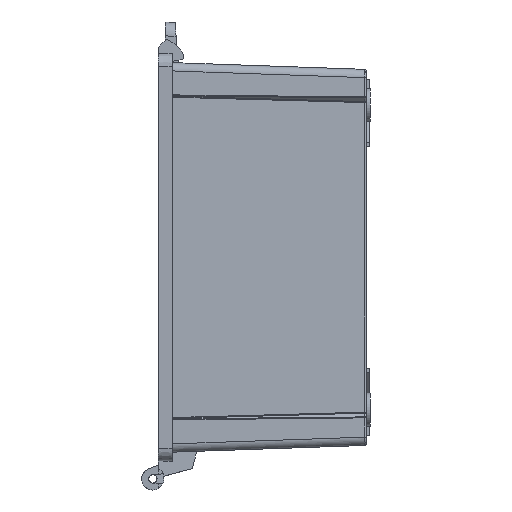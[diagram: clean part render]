
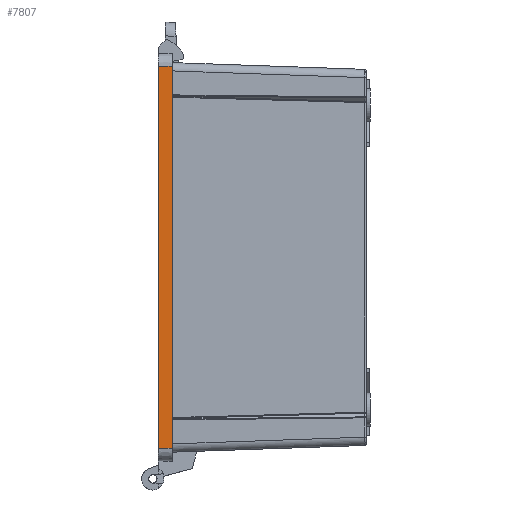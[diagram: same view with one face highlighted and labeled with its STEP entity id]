
A CAD part, left-side view. The second image highlights one B-rep face of the part: STEP entity #7807.
In plain terms, the highlighted planar face has unit normal (-1, 0.018, 0).
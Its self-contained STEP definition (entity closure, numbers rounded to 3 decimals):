
#1985 = VERTEX_POINT ( 'NONE', #19057 ) ;
#1987 = VERTEX_POINT ( 'NONE', #19058 ) ;
#2149 = VERTEX_POINT ( 'NONE', #19148 ) ;
#2151 = VERTEX_POINT ( 'NONE', #19149 ) ;
#5778 = EDGE_CURVE ( 'NONE', #1987, #1985, #23328, .T. ) ;
#6770 = ORIENTED_EDGE ( 'NONE', *, *, #7927, .F. ) ;
#6771 = ORIENTED_EDGE ( 'NONE', *, *, #5778, .T. ) ;
#6772 = ORIENTED_EDGE ( 'NONE', *, *, #7942, .T. ) ;
#6773 = ORIENTED_EDGE ( 'NONE', *, *, #7175, .F. ) ;
#7175 = EDGE_CURVE ( 'NONE', #2149, #2151, #33252, .T. ) ;
#7807 = ADVANCED_FACE ( 'NONE', ( #33593 ), #37090, .F. ) ;
#7927 = EDGE_CURVE ( 'NONE', #1987, #2149, #33638, .T. ) ;
#7942 = EDGE_CURVE ( 'NONE', #1985, #2151, #33645, .T. ) ;
#19057 = CARTESIAN_POINT ( 'NONE',  ( -123.587, -5., 69. ) ) ;
#19058 = CARTESIAN_POINT ( 'NONE',  ( -123.587, -5., -69. ) ) ;
#19148 = CARTESIAN_POINT ( 'NONE',  ( -123.5, 0., -69. ) ) ;
#19149 = CARTESIAN_POINT ( 'NONE',  ( -123.5, 0., 69. ) ) ;
#23328 = LINE ( 'NONE', #32282, #31892 ) ;
#31892 = VECTOR ( 'NONE', #32283, 1000. ) ;
#32137 = VECTOR ( 'NONE', #32899, 1000. ) ;
#32282 = CARTESIAN_POINT ( 'NONE',  ( -123.587, -5., -69. ) ) ;
#32283 = DIRECTION ( 'NONE',  ( 0., 0., 1. ) ) ;
#32898 = CARTESIAN_POINT ( 'NONE',  ( -123.5, 0., -69. ) ) ;
#32899 = DIRECTION ( 'NONE',  ( 0., 0., 1. ) ) ;
#33252 = LINE ( 'NONE', #32898, #32137 ) ;
#33593 = FACE_OUTER_BOUND ( 'NONE', #47054, .T. ) ;
#33638 = LINE ( 'NONE', #37253, #36138 ) ;
#33645 = LINE ( 'NONE', #37267, #36145 ) ;
#36081 = AXIS2_PLACEMENT_3D ( 'NONE', #37091, #37092, #37093 ) ;
#36138 = VECTOR ( 'NONE', #37254, 1000. ) ;
#36145 = VECTOR ( 'NONE', #37268, 1000. ) ;
#37090 = PLANE ( 'NONE',  #36081 ) ;
#37091 = CARTESIAN_POINT ( 'NONE',  ( -123.5, 0., -69. ) ) ;
#37092 = DIRECTION ( 'NONE',  ( 1., -0.017, 0. ) ) ;
#37093 = DIRECTION ( 'NONE',  ( 0.017, 1., 0. ) ) ;
#37253 = CARTESIAN_POINT ( 'NONE',  ( -123.5, 0., -69. ) ) ;
#37254 = DIRECTION ( 'NONE',  ( 0.017, 1., 0. ) ) ;
#37267 = CARTESIAN_POINT ( 'NONE',  ( -123.5, 0., 69. ) ) ;
#37268 = DIRECTION ( 'NONE',  ( 0.017, 1., 0. ) ) ;
#47054 = EDGE_LOOP ( 'NONE', ( #6771, #6772, #6773, #6770 ) ) ;
